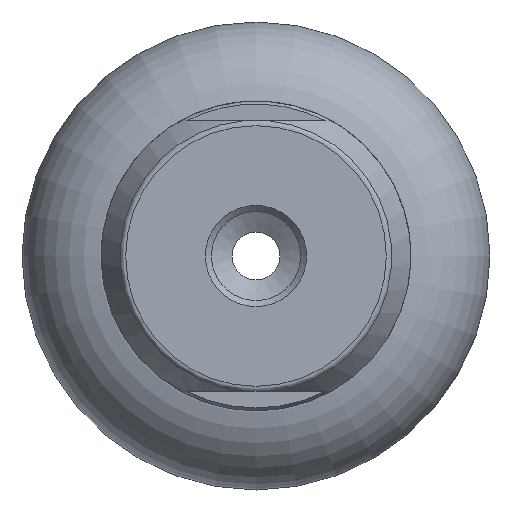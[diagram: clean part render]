
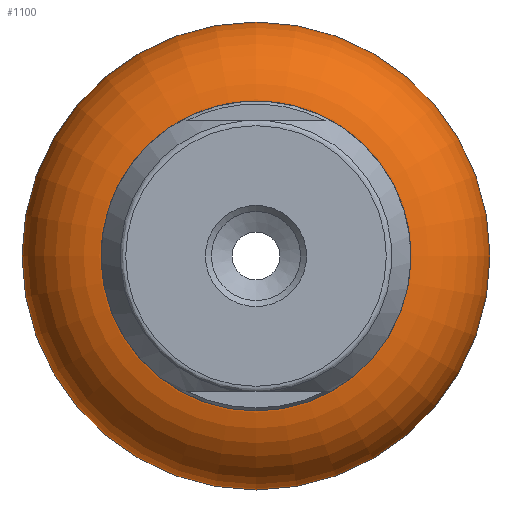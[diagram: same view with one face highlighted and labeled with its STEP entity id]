
A CAD part, front view. The second image highlights one B-rep face of the part: STEP entity #1100.
In plain terms, the highlighted toroidal (fillet/blend) face has major radius 13.5 mm and minor radius 9 mm.
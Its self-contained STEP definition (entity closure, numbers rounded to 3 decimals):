
#153=TOROIDAL_SURFACE('',#1298,13.5,9.);
#386=ORIENTED_EDGE('',*,*,#534,.T.);
#387=ORIENTED_EDGE('',*,*,#536,.F.);
#534=EDGE_CURVE('',#642,#642,#724,.T.);
#536=EDGE_CURVE('',#644,#644,#726,.T.);
#642=VERTEX_POINT('',#1984);
#644=VERTEX_POINT('',#1990);
#724=CIRCLE('',#1293,13.5);
#726=CIRCLE('',#1297,13.5);
#850=EDGE_LOOP('',(#386));
#851=EDGE_LOOP('',(#387));
#991=FACE_BOUND('',#850,.T.);
#992=FACE_BOUND('',#851,.T.);
#1100=ADVANCED_FACE('',(#991,#992),#153,.T.);
#1293=AXIS2_PLACEMENT_3D('',#1983,#1598,#1599);
#1297=AXIS2_PLACEMENT_3D('',#1989,#1606,#1607);
#1298=AXIS2_PLACEMENT_3D('',#1991,#1608,#1609);
#1598=DIRECTION('',(0.,-1.,0.));
#1599=DIRECTION('',(0.,0.,-1.));
#1606=DIRECTION('',(0.,-1.,0.));
#1607=DIRECTION('',(0.,0.,-1.));
#1608=DIRECTION('',(0.,-1.,0.));
#1609=DIRECTION('',(0.,0.,-1.));
#1983=CARTESIAN_POINT('',(0.,9.,0.));
#1984=CARTESIAN_POINT('',(0.,9.,-13.5));
#1989=CARTESIAN_POINT('',(0.,-9.,0.));
#1990=CARTESIAN_POINT('',(0.,-9.,-13.5));
#1991=CARTESIAN_POINT('',(0.,0.,0.));
